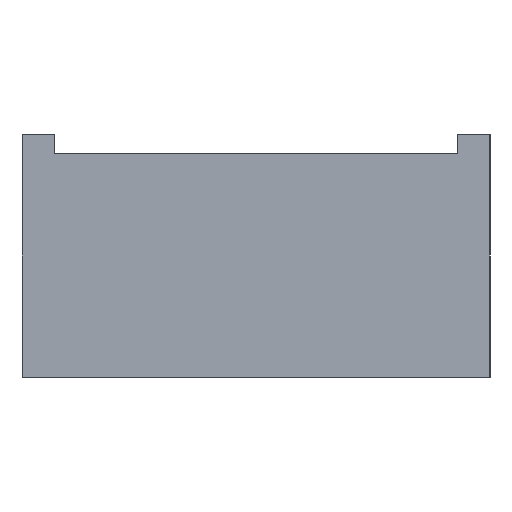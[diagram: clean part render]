
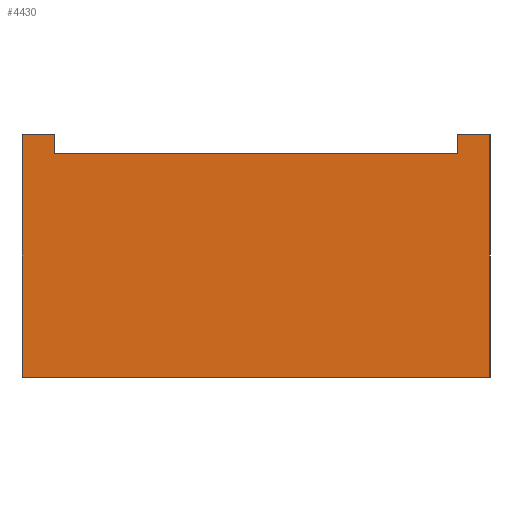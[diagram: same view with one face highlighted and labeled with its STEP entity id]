
A CAD part, left-side view. The second image highlights one B-rep face of the part: STEP entity #4430.
In plain terms, the highlighted planar face has unit normal (-1, 0, 0).
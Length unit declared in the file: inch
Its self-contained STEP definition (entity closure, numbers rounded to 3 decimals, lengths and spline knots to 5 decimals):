
#318=DIRECTION('',(0.,-1.,0.));
#319=VECTOR('',#318,0.377);
#320=CARTESIAN_POINT('',(-0.155,0.1885,0.));
#321=LINE('',#320,#319);
#394=DIRECTION('',(0.,-1.,0.));
#395=VECTOR('',#394,0.026);
#396=CARTESIAN_POINT('',(-0.155,-0.1625,0.195));
#397=LINE('',#396,#395);
#426=DIRECTION('',(0.,-1.,0.));
#427=VECTOR('',#426,0.026);
#428=CARTESIAN_POINT('',(-0.155,0.1885,0.195));
#429=LINE('',#428,#427);
#1321=DIRECTION('',(0.,0.,1.));
#1322=VECTOR('',#1321,0.195);
#1323=CARTESIAN_POINT('',(-0.155,-0.1885,0.));
#1324=LINE('',#1323,#1322);
#1329=DIRECTION('',(0.,-1.,0.));
#1330=VECTOR('',#1329,0.325);
#1331=CARTESIAN_POINT('',(-0.155,0.1625,0.18));
#1332=LINE('',#1331,#1330);
#1333=DIRECTION('',(0.,0.,-1.));
#1334=VECTOR('',#1333,0.015);
#1335=CARTESIAN_POINT('',(-0.155,-0.1625,0.195));
#1336=LINE('',#1335,#1334);
#1337=DIRECTION('',(0.,0.,1.));
#1338=VECTOR('',#1337,0.195);
#1339=CARTESIAN_POINT('',(-0.155,0.1885,0.));
#1340=LINE('',#1339,#1338);
#1341=DIRECTION('',(0.,0.,-1.));
#1342=VECTOR('',#1341,0.015);
#1343=CARTESIAN_POINT('',(-0.155,0.1625,0.195));
#1344=LINE('',#1343,#1342);
#2018=CARTESIAN_POINT('',(-0.155,0.1885,0.));
#2019=CARTESIAN_POINT('',(-0.155,-0.1885,0.));
#2020=VERTEX_POINT('',#2018);
#2021=VERTEX_POINT('',#2019);
#2026=CARTESIAN_POINT('',(-0.155,0.1885,0.195));
#2027=VERTEX_POINT('',#2026);
#2028=CARTESIAN_POINT('',(-0.155,-0.1885,0.195));
#2029=VERTEX_POINT('',#2028);
#2040=CARTESIAN_POINT('',(-0.155,-0.1625,0.195));
#2042=VERTEX_POINT('',#2040);
#2052=CARTESIAN_POINT('',(-0.155,0.1625,0.18));
#2053=CARTESIAN_POINT('',(-0.155,-0.1625,0.18));
#2054=VERTEX_POINT('',#2052);
#2055=VERTEX_POINT('',#2053);
#2056=CARTESIAN_POINT('',(-0.155,0.1625,0.195));
#2057=VERTEX_POINT('',#2056);
#4412=CARTESIAN_POINT('',(-0.155,0.1885,0.));
#4413=DIRECTION('',(-1.,0.,0.));
#4414=DIRECTION('',(0.,-1.,0.));
#4415=AXIS2_PLACEMENT_3D('',#4412,#4413,#4414);
#4416=PLANE('',#4415);
#4417=ORIENTED_EDGE('',*,*,#3311,.T.);
#4419=ORIENTED_EDGE('',*,*,#4418,.F.);
#4420=ORIENTED_EDGE('',*,*,#3222,.T.);
#4421=ORIENTED_EDGE('',*,*,#4404,.F.);
#4422=ORIENTED_EDGE('',*,*,#3126,.F.);
#4424=ORIENTED_EDGE('',*,*,#4423,.T.);
#4425=ORIENTED_EDGE('',*,*,#3253,.T.);
#4427=ORIENTED_EDGE('',*,*,#4426,.T.);
#4428=EDGE_LOOP('',(#4417,#4419,#4420,#4421,#4422,#4424,#4425,#4427));
#4429=FACE_OUTER_BOUND('',#4428,.F.);
#4430=ADVANCED_FACE('',(#4429),#4416,.T.);
#3126=EDGE_CURVE('',#2020,#2021,#321,.T.);
#3222=EDGE_CURVE('',#2042,#2029,#397,.T.);
#3253=EDGE_CURVE('',#2027,#2057,#429,.T.);
#3311=EDGE_CURVE('',#2054,#2055,#1332,.T.);
#4404=EDGE_CURVE('',#2021,#2029,#1324,.T.);
#4418=EDGE_CURVE('',#2042,#2055,#1336,.T.);
#4423=EDGE_CURVE('',#2020,#2027,#1340,.T.);
#4426=EDGE_CURVE('',#2057,#2054,#1344,.T.);
